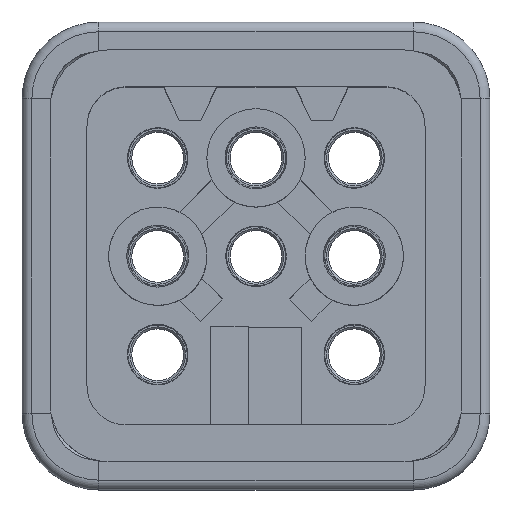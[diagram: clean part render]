
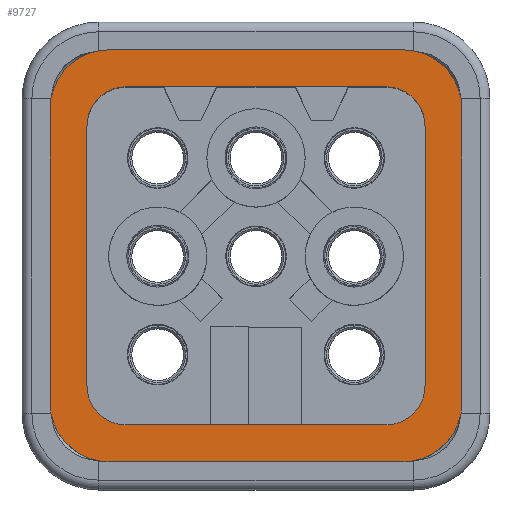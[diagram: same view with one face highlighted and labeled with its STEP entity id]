
A CAD part, top view. The second image highlights one B-rep face of the part: STEP entity #9727.
In plain terms, the highlighted planar face has unit normal (0, 0, 1).
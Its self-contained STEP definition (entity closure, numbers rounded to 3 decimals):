
#911=AXIS2_PLACEMENT_3D('Circle Axis2P3D',#909,#910,$) ;
#942=AXIS2_PLACEMENT_3D('Circle Axis2P3D',#940,#941,$) ;
#1004=AXIS2_PLACEMENT_3D('Circle Axis2P3D',#1002,#1003,$) ;
#1293=AXIS2_PLACEMENT_3D('Circle Axis2P3D',#1291,#1292,$) ;
#9006=AXIS2_PLACEMENT_3D('Circle Axis2P3D',#9004,#9005,$) ;
#9229=AXIS2_PLACEMENT_3D('Circle Axis2P3D',#9227,#9228,$) ;
#9452=AXIS2_PLACEMENT_3D('Circle Axis2P3D',#9450,#9451,$) ;
#9700=AXIS2_PLACEMENT_3D('Plane Axis2P3D',#9697,#9698,#9699) ;
#9704=AXIS2_PLACEMENT_3D('Circle Axis2P3D',#9702,#9703,$) ;
#818=CARTESIAN_POINT('Vertex',(5.3,3.3,31.5)) ;
#821=CARTESIAN_POINT('Line Origine',(11.9,3.3,31.5)) ;
#825=CARTESIAN_POINT('Vertex',(18.5,3.3,31.5)) ;
#909=CARTESIAN_POINT('Axis2P3D Location',(18.5,5.3,31.5)) ;
#913=CARTESIAN_POINT('Vertex',(20.5,5.3,31.5)) ;
#940=CARTESIAN_POINT('Axis2P3D Location',(5.3,5.3,31.5)) ;
#944=CARTESIAN_POINT('Vertex',(3.3,5.3,31.5)) ;
#971=CARTESIAN_POINT('Line Origine',(20.5,11.9,31.5)) ;
#975=CARTESIAN_POINT('Vertex',(20.5,18.5,31.5)) ;
#1002=CARTESIAN_POINT('Axis2P3D Location',(18.5,18.5,31.5)) ;
#1006=CARTESIAN_POINT('Vertex',(18.5,20.5,31.5)) ;
#1061=CARTESIAN_POINT('Line Origine',(11.9,20.5,31.5)) ;
#1065=CARTESIAN_POINT('Vertex',(5.3,20.5,31.5)) ;
#1291=CARTESIAN_POINT('Axis2P3D Location',(5.3,18.5,31.5)) ;
#1295=CARTESIAN_POINT('Vertex',(3.3,18.5,31.5)) ;
#1322=CARTESIAN_POINT('Line Origine',(3.3,11.9,31.5)) ;
#9001=CARTESIAN_POINT('Vertex',(4.425,1.425,31.5)) ;
#9004=CARTESIAN_POINT('Axis2P3D Location',(4.425,4.425,31.5)) ;
#9008=CARTESIAN_POINT('Vertex',(1.425,4.425,31.5)) ;
#9155=CARTESIAN_POINT('Line Origine',(1.425,11.9,31.5)) ;
#9159=CARTESIAN_POINT('Vertex',(1.425,19.375,31.5)) ;
#9227=CARTESIAN_POINT('Axis2P3D Location',(4.425,19.375,31.5)) ;
#9231=CARTESIAN_POINT('Vertex',(4.425,22.375,31.5)) ;
#9378=CARTESIAN_POINT('Line Origine',(11.9,22.375,31.5)) ;
#9382=CARTESIAN_POINT('Vertex',(19.375,22.375,31.5)) ;
#9450=CARTESIAN_POINT('Axis2P3D Location',(19.375,19.375,31.5)) ;
#9454=CARTESIAN_POINT('Vertex',(22.375,19.375,31.5)) ;
#9605=CARTESIAN_POINT('Vertex',(19.375,1.425,31.5)) ;
#9610=CARTESIAN_POINT('Line Origine',(11.9,1.425,31.5)) ;
#9649=CARTESIAN_POINT('Line Origine',(22.375,11.9,31.5)) ;
#9653=CARTESIAN_POINT('Vertex',(22.375,4.425,31.5)) ;
#9697=CARTESIAN_POINT('Axis2P3D Location',(11.9,11.9,31.5)) ;
#9702=CARTESIAN_POINT('Axis2P3D Location',(19.375,4.425,31.5)) ;
#822=DIRECTION('Vector Direction',(1.,0.,0.)) ;
#910=DIRECTION('Axis2P3D Direction',(0.,0.,1.)) ;
#941=DIRECTION('Axis2P3D Direction',(0.,0.,1.)) ;
#972=DIRECTION('Vector Direction',(0.,1.,0.)) ;
#1003=DIRECTION('Axis2P3D Direction',(0.,0.,1.)) ;
#1062=DIRECTION('Vector Direction',(-1.,0.,0.)) ;
#1292=DIRECTION('Axis2P3D Direction',(0.,0.,1.)) ;
#1323=DIRECTION('Vector Direction',(0.,-1.,0.)) ;
#9005=DIRECTION('Axis2P3D Direction',(0.,0.,-1.)) ;
#9156=DIRECTION('Vector Direction',(0.,1.,0.)) ;
#9228=DIRECTION('Axis2P3D Direction',(0.,0.,-1.)) ;
#9379=DIRECTION('Vector Direction',(1.,0.,0.)) ;
#9451=DIRECTION('Axis2P3D Direction',(0.,0.,-1.)) ;
#9611=DIRECTION('Vector Direction',(-1.,0.,0.)) ;
#9650=DIRECTION('Vector Direction',(0.,-1.,0.)) ;
#9698=DIRECTION('Axis2P3D Direction',(0.,0.,1.)) ;
#9699=DIRECTION('Axis2P3D XDirection',(0.,-1.,0.)) ;
#9703=DIRECTION('Axis2P3D Direction',(0.,0.,1.)) ;
#823=VECTOR('Line Direction',#822,1.) ;
#973=VECTOR('Line Direction',#972,1.) ;
#1063=VECTOR('Line Direction',#1062,1.) ;
#1324=VECTOR('Line Direction',#1323,1.) ;
#9157=VECTOR('Line Direction',#9156,1.) ;
#9380=VECTOR('Line Direction',#9379,1.) ;
#9612=VECTOR('Line Direction',#9611,1.) ;
#9651=VECTOR('Line Direction',#9650,1.) ;
#9708=ORIENTED_EDGE('',*,*,#9655,.T.) ;
#9709=ORIENTED_EDGE('',*,*,#9456,.F.) ;
#9710=ORIENTED_EDGE('',*,*,#9384,.T.) ;
#9711=ORIENTED_EDGE('',*,*,#9233,.F.) ;
#9712=ORIENTED_EDGE('',*,*,#9161,.T.) ;
#9713=ORIENTED_EDGE('',*,*,#9010,.F.) ;
#9714=ORIENTED_EDGE('',*,*,#9614,.T.) ;
#9715=ORIENTED_EDGE('',*,*,#9706,.F.) ;
#9718=ORIENTED_EDGE('',*,*,#1067,.F.) ;
#9719=ORIENTED_EDGE('',*,*,#1008,.F.) ;
#9720=ORIENTED_EDGE('',*,*,#977,.F.) ;
#9721=ORIENTED_EDGE('',*,*,#915,.F.) ;
#9722=ORIENTED_EDGE('',*,*,#827,.F.) ;
#9723=ORIENTED_EDGE('',*,*,#946,.F.) ;
#9724=ORIENTED_EDGE('',*,*,#1326,.F.) ;
#9725=ORIENTED_EDGE('',*,*,#1297,.F.) ;
#9726=FACE_BOUND('',#9717,.T.) ;
#9727=ADVANCED_FACE('Hauptk\X2\00F6\X0\rper',(#9716,#9726),#9701,.T.) ;
#912=CIRCLE('generated circle',#911,2.) ;
#943=CIRCLE('generated circle',#942,2.) ;
#1005=CIRCLE('generated circle',#1004,2.) ;
#1294=CIRCLE('generated circle',#1293,2.) ;
#9007=CIRCLE('generated circle',#9006,3.) ;
#9230=CIRCLE('generated circle',#9229,3.) ;
#9453=CIRCLE('generated circle',#9452,3.) ;
#9705=CIRCLE('generated circle',#9704,3.) ;
#827=EDGE_CURVE('',#819,#826,#824,.T.) ;
#915=EDGE_CURVE('',#826,#914,#912,.T.) ;
#946=EDGE_CURVE('',#945,#819,#943,.T.) ;
#977=EDGE_CURVE('',#914,#976,#974,.T.) ;
#1008=EDGE_CURVE('',#976,#1007,#1005,.T.) ;
#1067=EDGE_CURVE('',#1007,#1066,#1064,.T.) ;
#1297=EDGE_CURVE('',#1066,#1296,#1294,.T.) ;
#1326=EDGE_CURVE('',#1296,#945,#1325,.T.) ;
#9010=EDGE_CURVE('',#9002,#9009,#9007,.T.) ;
#9161=EDGE_CURVE('',#9160,#9009,#9158,.F.) ;
#9233=EDGE_CURVE('',#9160,#9232,#9230,.T.) ;
#9384=EDGE_CURVE('',#9383,#9232,#9381,.F.) ;
#9456=EDGE_CURVE('',#9383,#9455,#9453,.T.) ;
#9614=EDGE_CURVE('',#9002,#9606,#9613,.F.) ;
#9655=EDGE_CURVE('',#9654,#9455,#9652,.F.) ;
#9706=EDGE_CURVE('',#9654,#9606,#9705,.F.) ;
#9707=EDGE_LOOP('',(#9708,#9709,#9710,#9711,#9712,#9713,#9714,#9715)) ;
#9717=EDGE_LOOP('',(#9718,#9719,#9720,#9721,#9722,#9723,#9724,#9725)) ;
#9716=FACE_OUTER_BOUND('',#9707,.T.) ;
#824=LINE('Line',#821,#823) ;
#974=LINE('Line',#971,#973) ;
#1064=LINE('Line',#1061,#1063) ;
#1325=LINE('Line',#1322,#1324) ;
#9158=LINE('Line',#9155,#9157) ;
#9381=LINE('Line',#9378,#9380) ;
#9613=LINE('Line',#9610,#9612) ;
#9652=LINE('Line',#9649,#9651) ;
#9701=PLANE('',#9700) ;
#819=VERTEX_POINT('',#818) ;
#826=VERTEX_POINT('',#825) ;
#914=VERTEX_POINT('',#913) ;
#945=VERTEX_POINT('',#944) ;
#976=VERTEX_POINT('',#975) ;
#1007=VERTEX_POINT('',#1006) ;
#1066=VERTEX_POINT('',#1065) ;
#1296=VERTEX_POINT('',#1295) ;
#9002=VERTEX_POINT('',#9001) ;
#9009=VERTEX_POINT('',#9008) ;
#9160=VERTEX_POINT('',#9159) ;
#9232=VERTEX_POINT('',#9231) ;
#9383=VERTEX_POINT('',#9382) ;
#9455=VERTEX_POINT('',#9454) ;
#9606=VERTEX_POINT('',#9605) ;
#9654=VERTEX_POINT('',#9653) ;
